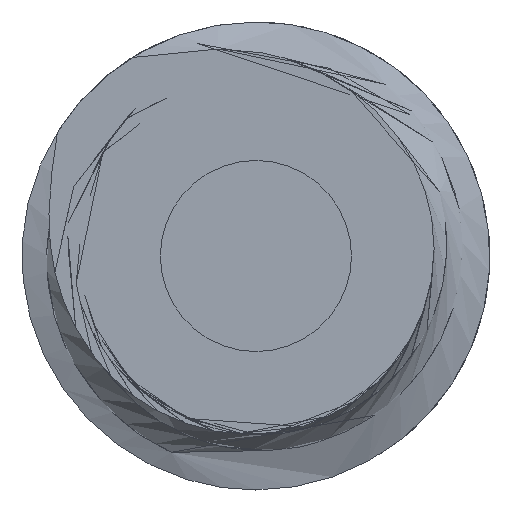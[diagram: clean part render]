
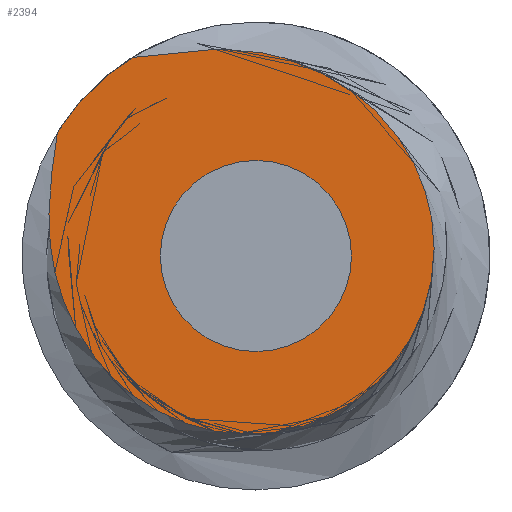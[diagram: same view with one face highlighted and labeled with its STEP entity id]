
A CAD part, left-side view. The second image highlights one B-rep face of the part: STEP entity #2394.
In plain terms, the highlighted planar face has unit normal (-1, 0, 0).
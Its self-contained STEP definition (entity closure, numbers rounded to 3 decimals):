
#9 = CARTESIAN_POINT ( 'NONE',  ( 942.987, 11.153, 0.182 ) ) ;
#120 = AXIS2_PLACEMENT_3D ( 'NONE', #12915, #6104, #14055 ) ;
#343 = CARTESIAN_POINT ( 'NONE',  ( 942.987, 8.891, 5.105 ) ) ;
#968 = DIRECTION ( 'NONE',  ( -1., 0., 0. ) ) ;
#1009 = CARTESIAN_POINT ( 'NONE',  ( 942.987, 1.675, 2.095 ) ) ;
#1059 = CARTESIAN_POINT ( 'NONE',  ( 942.987, 2.884, -3.385 ) ) ;
#1114 = CARTESIAN_POINT ( 'NONE',  ( 942.987, 8.206, -4.077 ) ) ;
#1167 = CARTESIAN_POINT ( 'NONE',  ( 942.987, 11.149, 1.686 ) ) ;
#1410 = EDGE_LOOP ( 'NONE', ( #8112, #10186 ) ) ;
#1429 = VERTEX_POINT ( 'NONE', #4713 ) ;
#2178 = CARTESIAN_POINT ( 'NONE',  ( 942.987, 1.401, 1.239 ) ) ;
#2236 = CARTESIAN_POINT ( 'NONE',  ( 942.987, 3.607, -3.912 ) ) ;
#2287 = CARTESIAN_POINT ( 'NONE',  ( 942.987, 8.977, -3.609 ) ) ;
#2337 = CARTESIAN_POINT ( 'NONE',  ( 942.987, 11.058, 2.432 ) ) ;
#2394 = ADVANCED_FACE ( 'NONE', ( #5888, #14600 ), #11517, .T. ) ;
#2661 = CARTESIAN_POINT ( 'NONE',  ( 942.987, 8.446, 5.171 ) ) ;
#3080 = VERTEX_POINT ( 'NONE', #4581 ) ;
#3321 = CARTESIAN_POINT ( 'NONE',  ( 942.987, 1.288, 0.351 ) ) ;
#3373 = CARTESIAN_POINT ( 'NONE',  ( 942.987, 4.422, -4.297 ) ) ;
#3421 = CARTESIAN_POINT ( 'NONE',  ( 942.987, 9.646, -3.016 ) ) ;
#3440 = ORIENTED_EDGE ( 'NONE', *, *, #5756, .F. ) ;
#3473 = CARTESIAN_POINT ( 'NONE',  ( 942.987, 10.991, 2.878 ) ) ;
#3784 = CARTESIAN_POINT ( 'NONE',  ( 942.987, 7.853, 5.254 ) ) ;
#3888 = DIRECTION ( 'NONE',  ( 1., 0., 0. ) ) ;
#4034 = AXIS2_PLACEMENT_3D ( 'NONE', #7816, #968, #8939 ) ;
#4409 = CARTESIAN_POINT ( 'NONE',  ( 942.987, 3.567, 4.359 ) ) ;
#4464 = CARTESIAN_POINT ( 'NONE',  ( 942.987, 1.339, -0.548 ) ) ;
#4521 = CARTESIAN_POINT ( 'NONE',  ( 942.987, 5.288, -4.52 ) ) ;
#4575 = CARTESIAN_POINT ( 'NONE',  ( 942.987, 10.211, -2.314 ) ) ;
#4581 = CARTESIAN_POINT ( 'NONE',  ( 942.987, 10.954, 3.176 ) ) ;
#4621 = CARTESIAN_POINT ( 'NONE',  ( 942.987, 10.954, 3.176 ) ) ;
#4713 = CARTESIAN_POINT ( 'NONE',  ( 942.987, 9.04, 5.09 ) ) ;
#4947 = CARTESIAN_POINT ( 'NONE',  ( 942.987, 6.657, 5.327 ) ) ;
#5570 = CARTESIAN_POINT ( 'NONE',  ( 942.987, 2.864, 3.798 ) ) ;
#5579 = EDGE_LOOP ( 'NONE', ( #11951, #3440 ) ) ;
#5617 = CARTESIAN_POINT ( 'NONE',  ( 942.987, 1.557, -1.414 ) ) ;
#5667 = CARTESIAN_POINT ( 'NONE',  ( 942.987, 6.188, -4.577 ) ) ;
#5719 = CARTESIAN_POINT ( 'NONE',  ( 942.987, 10.65, -1.536 ) ) ;
#5756 = EDGE_CURVE ( 'NONE', #3080, #1429, #11201, .T. ) ;
#5888 = FACE_OUTER_BOUND ( 'NONE', #5579, .T. ) ;
#5941 = DIRECTION ( 'NONE',  ( 0., -1., 0. ) ) ;
#6090 = CARTESIAN_POINT ( 'NONE',  ( 942.987, 5.192, 5.1 ) ) ;
#6104 = DIRECTION ( 'NONE',  ( -1., 0., 0. ) ) ;
#6336 = CIRCLE ( 'NONE', #4034, 2.45 ) ;
#6719 = CARTESIAN_POINT ( 'NONE',  ( 942.987, 2.27, 3.133 ) ) ;
#6763 = CARTESIAN_POINT ( 'NONE',  ( 942.987, 1.937, -2.232 ) ) ;
#6810 = CARTESIAN_POINT ( 'NONE',  ( 942.987, 7.076, -4.468 ) ) ;
#6863 = CARTESIAN_POINT ( 'NONE',  ( 942.987, 10.96, -0.689 ) ) ;
#7232 = CARTESIAN_POINT ( 'NONE',  ( 942.987, 4.347, 4.794 ) ) ;
#7816 = CARTESIAN_POINT ( 'NONE',  ( 942.987, 5.864, 0. ) ) ;
#7856 = CARTESIAN_POINT ( 'NONE',  ( 942.987, 1.798, 2.365 ) ) ;
#7907 = CARTESIAN_POINT ( 'NONE',  ( 942.987, 2.459, -2.957 ) ) ;
#7959 = CARTESIAN_POINT ( 'NONE',  ( 942.987, 7.935, -4.199 ) ) ;
#8012 = CARTESIAN_POINT ( 'NONE',  ( 942.987, 11.191, 0.788 ) ) ;
#8112 = ORIENTED_EDGE ( 'NONE', *, *, #9250, .F. ) ;
#8287 = CARTESIAN_POINT ( 'NONE',  ( 942.987, 9.04, 5.09 ) ) ;
#8318 = CARTESIAN_POINT ( 'NONE',  ( 942.987, 5.864, -2.45 ) ) ;
#8939 = DIRECTION ( 'NONE',  ( 0., -1., 0. ) ) ;
#8984 = CARTESIAN_POINT ( 'NONE',  ( 942.987, 1.476, 1.533 ) ) ;
#9034 = CARTESIAN_POINT ( 'NONE',  ( 942.987, 3.115, -3.576 ) ) ;
#9082 = CARTESIAN_POINT ( 'NONE',  ( 942.987, 8.729, -3.781 ) ) ;
#9132 = CARTESIAN_POINT ( 'NONE',  ( 942.987, 11.118, 1.985 ) ) ;
#9250 = EDGE_CURVE ( 'NONE', #11939, #13780, #6336, .T. ) ;
#9447 = CARTESIAN_POINT ( 'NONE',  ( 942.987, 8.743, 5.127 ) ) ;
#10119 = CARTESIAN_POINT ( 'NONE',  ( 942.987, 1.308, 0.648 ) ) ;
#10169 = CARTESIAN_POINT ( 'NONE',  ( 942.987, 3.871, -4.058 ) ) ;
#10186 = ORIENTED_EDGE ( 'NONE', *, *, #10323, .F. ) ;
#10224 = CARTESIAN_POINT ( 'NONE',  ( 942.987, 9.435, -3.227 ) ) ;
#10278 = CARTESIAN_POINT ( 'NONE',  ( 942.987, 11.035, 2.581 ) ) ;
#10323 = EDGE_CURVE ( 'NONE', #13780, #11939, #11122, .T. ) ;
#10607 = CARTESIAN_POINT ( 'NONE',  ( 942.987, 8.298, 5.193 ) ) ;
#10710 = CARTESIAN_POINT ( 'NONE',  ( 942.987, 5.864, 0. ) ) ;
#10744 = AXIS2_PLACEMENT_3D ( 'NONE', #11602, #12750, #5941 ) ;
#11122 = CIRCLE ( 'NONE', #120, 2.45 ) ;
#11201 = CIRCLE ( 'NONE', #12002, 6. ) ;
#11278 = CARTESIAN_POINT ( 'NONE',  ( 942.987, 1.303, -0.246 ) ) ;
#11279 = EDGE_CURVE ( 'NONE', #1429, #3080, #13506, .T. ) ;
#11336 = CARTESIAN_POINT ( 'NONE',  ( 942.987, 4.706, -4.389 ) ) ;
#11386 = CARTESIAN_POINT ( 'NONE',  ( 942.987, 10.036, -2.558 ) ) ;
#11435 = CARTESIAN_POINT ( 'NONE',  ( 942.987, 10.969, 3.027 ) ) ;
#11517 = PLANE ( 'NONE',  #10744 ) ;
#11602 = CARTESIAN_POINT ( 'NONE',  ( 942.987, 5.864, 0. ) ) ;
#11734 = CARTESIAN_POINT ( 'NONE',  ( 942.987, 4.08, 4.663 ) ) ;
#11753 = CARTESIAN_POINT ( 'NONE',  ( 942.987, 7.554, 5.285 ) ) ;
#11864 = DIRECTION ( 'NONE',  ( 0., -1., 0. ) ) ;
#11939 = VERTEX_POINT ( 'NONE', #13487 ) ;
#11951 = ORIENTED_EDGE ( 'NONE', *, *, #11279, .F. ) ;
#12002 = AXIS2_PLACEMENT_3D ( 'NONE', #10710, #3888, #11864 ) ;
#12376 = CARTESIAN_POINT ( 'NONE',  ( 942.987, 3.32, 4.183 ) ) ;
#12425 = CARTESIAN_POINT ( 'NONE',  ( 942.987, 1.467, -1.131 ) ) ;
#12477 = CARTESIAN_POINT ( 'NONE',  ( 942.987, 5.589, -4.559 ) ) ;
#12531 = CARTESIAN_POINT ( 'NONE',  ( 942.987, 10.517, -1.803 ) ) ;
#12750 = DIRECTION ( 'NONE',  ( -1., 0., 0. ) ) ;
#12893 = CARTESIAN_POINT ( 'NONE',  ( 942.987, 6.066, 5.291 ) ) ;
#12915 = CARTESIAN_POINT ( 'NONE',  ( 942.987, 5.864, 0. ) ) ;
#13487 = CARTESIAN_POINT ( 'NONE',  ( 942.987, 5.864, 2.45 ) ) ;
#13506 = B_SPLINE_CURVE_WITH_KNOTS ( 'NONE', 3,
 ( #8287, #343, #9447, #2661, #10607, #3784, #11753, #4947, #12893, #6090, #14036, #7232, #11734, #4409, #12376, #5570, #13508, #6719, #14666, #7856, #1009, #8984, #2178, #10119, #3321, #11278, #4464, #12425, #5617, #13554, #6763, #14714, #7907, #1059, #9034, #2236, #10169, #3373, #11336, #4521, #12477, #5667, #13607, #6810, #14756, #7959, #1114, #9082, #2287, #10224, #3421, #11386, #4575, #12531, #5719, #13663, #6863, #9, #8012, #1167, #9132, #2337, #10278, #3473, #11435, #4621 ),
 .UNSPECIFIED., .F., .F.,
 ( 4, 2, 2, 2, 2, 2, 2, 2, 2, 2, 2, 2, 2, 2, 2, 2, 2, 2, 2, 2, 2, 2, 2, 2, 2, 2, 2, 2, 2, 2, 2, 2, 4 ),
 ( 0., 0.001, 0.001, 0.002, 0.004, 0.005, 0.006, 0.007, 0.007, 0.008, 0.009, 0.01, 0.011, 0.012, 0.013, 0.014, 0.015, 0.015, 0.016, 0.017, 0.018, 0.019, 0.02, 0.021, 0.022, 0.023, 0.024, 0.024, 0.025, 0.027, 0.028, 0.029, 0.029 ),
 .UNSPECIFIED. ) ;
#13508 = CARTESIAN_POINT ( 'NONE',  ( 942.987, 2.654, 3.588 ) ) ;
#13554 = CARTESIAN_POINT ( 'NONE',  ( 942.987, 1.792, -1.966 ) ) ;
#13607 = CARTESIAN_POINT ( 'NONE',  ( 942.987, 6.485, -4.559 ) ) ;
#13663 = CARTESIAN_POINT ( 'NONE',  ( 942.987, 10.872, -0.976 ) ) ;
#13780 = VERTEX_POINT ( 'NONE', #8318 ) ;
#14036 = CARTESIAN_POINT ( 'NONE',  ( 942.987, 4.902, 5.012 ) ) ;
#14055 = DIRECTION ( 'NONE',  ( 0., -1., 0. ) ) ;
#14600 = FACE_BOUND ( 'NONE', #1410, .T. ) ;
#14666 = CARTESIAN_POINT ( 'NONE',  ( 942.987, 2.095, 2.884 ) ) ;
#14714 = CARTESIAN_POINT ( 'NONE',  ( 942.987, 2.27, -2.726 ) ) ;
#14756 = CARTESIAN_POINT ( 'NONE',  ( 942.987, 7.371, -4.395 ) ) ;
